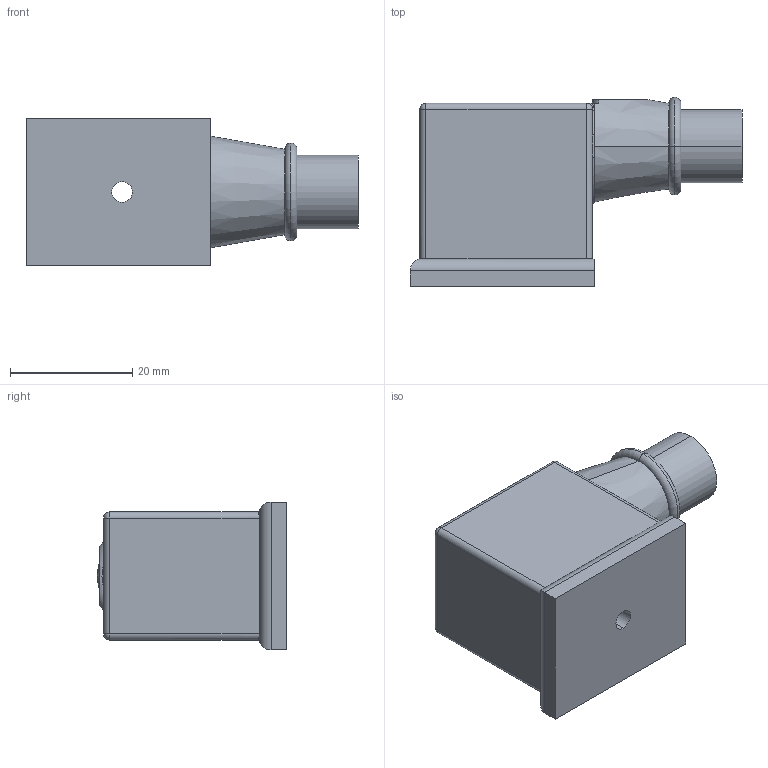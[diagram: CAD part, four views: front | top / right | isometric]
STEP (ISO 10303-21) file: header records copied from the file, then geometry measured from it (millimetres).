
FILE_DESCRIPTION (( 'STEP AP214' ), '1' );
FILE_NAME ('CNT00022_M12.STEP', '2018-09-20T14:27:07', ( '' ), ( '' ), 'SwSTEP 2.0', 'SolidWorks 2018', '' );
FILE_SCHEMA (( 'AUTOMOTIVE_DESIGN' ));
Length unit declared in the file: millimetre
Products named in the file (1): CNT00022_M12
Bounding box: 54.4 x 31 x 24.2 mm (x, y, z)
Volume: 21505.3 mm3; surface area: 6184.3 mm2
Topology: 1 solids, 1 shells, 74 faces, 185 edges, 109 vertices
Faces by surface type: cylinder 29, plane 19, sphere 10, torus 8, bspline 6, cone 2
Entity records: 2551 total; most frequent: CARTESIAN_POINT 683, DIRECTION 363, ORIENTED_EDGE 338, EDGE_CURVE 169, AXIS2_PLACEMENT_3D 153, VERTEX_POINT 103, CIRCLE 84, EDGE_LOOP 82
